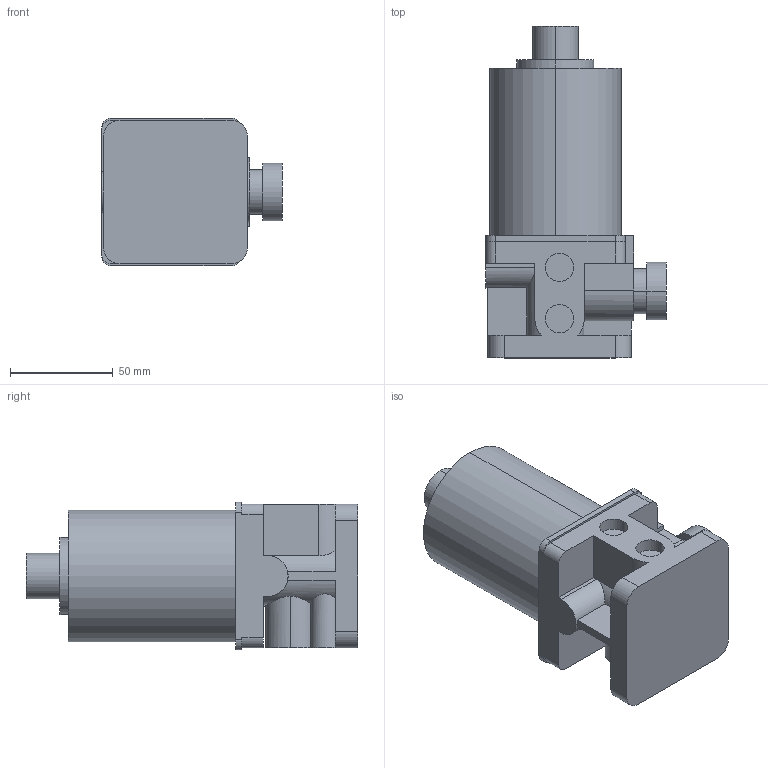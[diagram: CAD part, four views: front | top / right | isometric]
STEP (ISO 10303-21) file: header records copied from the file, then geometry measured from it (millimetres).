
FILE_DESCRIPTION (( 'STEP AP214' ), '1' );
FILE_NAME ('MVW1D-8A.STEP', '2025-09-02T06:25:37', ( '' ), ( '' ), 'SwSTEP 2.0', 'SolidWorks 2023', '' );
FILE_SCHEMA (( 'AUTOMOTIVE_DESIGN' ));
Length unit declared in the file: millimetre
Products named in the file (1): MVW1D-8A
Bounding box: 88 x 161.5 x 72 mm (x, y, z)
Volume: 476838.3 mm3; surface area: 53901.2 mm2
Topology: 1 solids, 1 shells, 85 faces, 224 edges, 149 vertices
Faces by surface type: plane 43, cylinder 42
Entity records: 2865 total; most frequent: CARTESIAN_POINT 680, DIRECTION 460, ORIENTED_EDGE 448, EDGE_CURVE 224, AXIS2_PLACEMENT_3D 163, VERTEX_POINT 149, LINE 134, VECTOR 134
